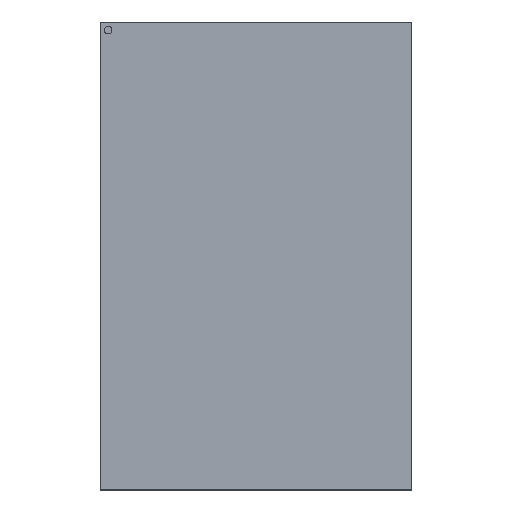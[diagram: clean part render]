
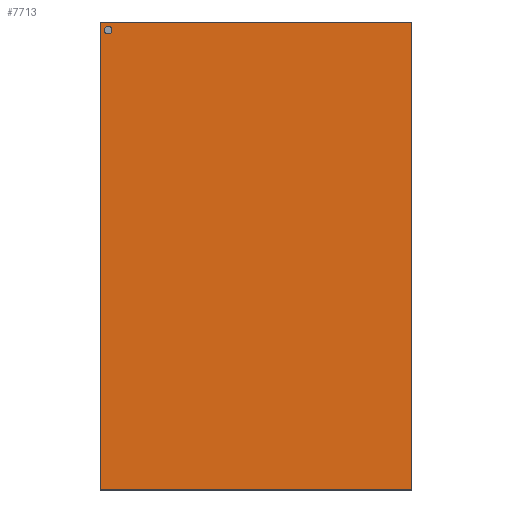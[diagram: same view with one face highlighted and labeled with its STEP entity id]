
A CAD part, top view. The second image highlights one B-rep face of the part: STEP entity #7713.
In plain terms, the highlighted planar face has unit normal (0, 0, 1).
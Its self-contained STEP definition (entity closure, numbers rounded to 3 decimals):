
#2853 = VERTEX_POINT('',#2854);
#2854 = CARTESIAN_POINT('',(-6.,9.,1.2));
#2862 = VERTEX_POINT('',#2863);
#2863 = CARTESIAN_POINT('',(6.,9.,1.2));
#2869 = EDGE_CURVE('',#2853,#2862,#2870,.T.);
#2870 = LINE('',#2871,#2872);
#2871 = CARTESIAN_POINT('',(-6.,9.,1.2));
#2872 = VECTOR('',#2873,1.);
#2873 = DIRECTION('',(1.,0.,0.));
#2885 = EDGE_CURVE('',#2862,#2886,#2888,.T.);
#2886 = VERTEX_POINT('',#2887);
#2887 = CARTESIAN_POINT('',(6.,-9.,1.2));
#2888 = LINE('',#2889,#2890);
#2889 = CARTESIAN_POINT('',(6.,9.,1.2));
#2890 = VECTOR('',#2891,1.);
#2891 = DIRECTION('',(0.,-1.,0.));
#2909 = EDGE_CURVE('',#2853,#2910,#2912,.T.);
#2910 = VERTEX_POINT('',#2911);
#2911 = CARTESIAN_POINT('',(-6.,-9.,1.2));
#2912 = LINE('',#2913,#2914);
#2913 = CARTESIAN_POINT('',(-6.,9.,1.2));
#2914 = VECTOR('',#2915,1.);
#2915 = DIRECTION('',(0.,-1.,0.));
#2934 = EDGE_CURVE('',#2910,#2886,#2935,.T.);
#2935 = LINE('',#2936,#2937);
#2936 = CARTESIAN_POINT('',(-6.,-9.,1.2));
#2937 = VECTOR('',#2938,1.);
#2938 = DIRECTION('',(1.,0.,0.));
#7713 = ADVANCED_FACE('',(#7714,#7720),#7731,.T.);
#7714 = FACE_BOUND('',#7715,.T.);
#7715 = EDGE_LOOP('',(#7716,#7717,#7718,#7719));
#7716 = ORIENTED_EDGE('',*,*,#2869,.F.);
#7717 = ORIENTED_EDGE('',*,*,#2909,.T.);
#7718 = ORIENTED_EDGE('',*,*,#2934,.T.);
#7719 = ORIENTED_EDGE('',*,*,#2885,.F.);
#7720 = FACE_BOUND('',#7721,.T.);
#7721 = EDGE_LOOP('',(#7722));
#7722 = ORIENTED_EDGE('',*,*,#7723,.T.);
#7723 = EDGE_CURVE('',#7724,#7724,#7726,.T.);
#7724 = VERTEX_POINT('',#7725);
#7725 = CARTESIAN_POINT('',(-5.69,8.54,1.2));
#7726 = CIRCLE('',#7727,0.15);
#7727 = AXIS2_PLACEMENT_3D('',#7728,#7729,#7730);
#7728 = CARTESIAN_POINT('',(-5.69,8.69,1.2));
#7729 = DIRECTION('',(-0.,0.,-1.));
#7730 = DIRECTION('',(0.,-1.,0.));
#7731 = PLANE('',#7732);
#7732 = AXIS2_PLACEMENT_3D('',#7733,#7734,#7735);
#7733 = CARTESIAN_POINT('',(-6.,9.,1.2));
#7734 = DIRECTION('',(0.,0.,1.));
#7735 = DIRECTION('',(0.,-1.,0.));
